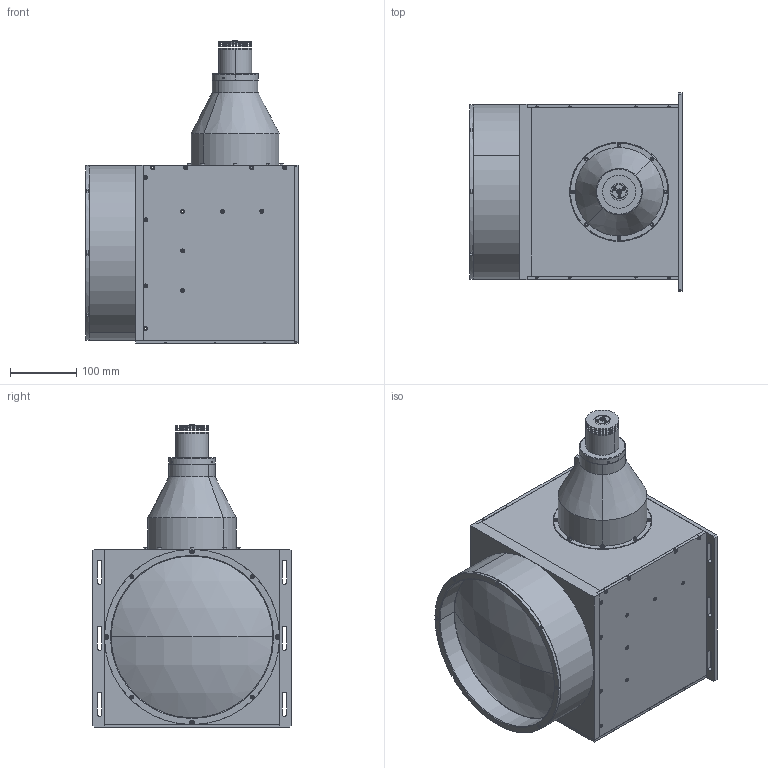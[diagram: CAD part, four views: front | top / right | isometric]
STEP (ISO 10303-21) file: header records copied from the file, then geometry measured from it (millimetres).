
FILE_DESCRIPTION (( 'STEP AP203' ), '1' );
FILE_NAME ('XF-PTI238BN-PRO-L90-(C).STEP', '2024-08-16T06:43:37', ( '' ), ( '' ), 'SwSTEP 2.0', 'SolidWorks 2022', '' );
FILE_SCHEMA (( 'CONFIG_CONTROL_DESIGN' ));
Length unit declared in the file: millimetre
Products named in the file (1): XF-PTI238BN-PRO-L90-(C)
Bounding box: 321.72 x 300 x 457.58 mm (x, y, z)
Surface area: 681290.2 mm2 (no closed solid volume)
Topology: 0 solids, 109 shells, 660 faces, 2279 edges, 1679 vertices
Faces by surface type: plane 315, cylinder 179, torus 94, cone 70, sphere 2
Entity records: 24676 total; most frequent: CARTESIAN_POINT 4689, DIRECTION 4451, ORIENTED_EDGE 3318, EDGE_CURVE 2235, VERTEX_POINT 1679, AXIS2_PLACEMENT_3D 1561, VECTOR 1329, LINE 1329
